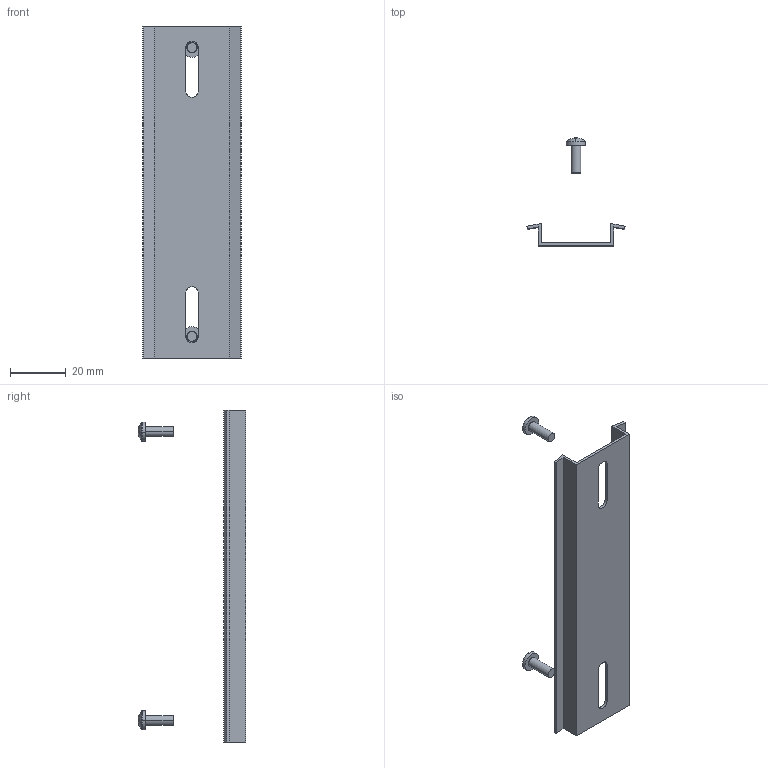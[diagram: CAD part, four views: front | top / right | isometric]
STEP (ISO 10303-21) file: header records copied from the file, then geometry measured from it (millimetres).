
FILE_DESCRIPTION (( 'STEP AP214' ), '1' );
FILE_NAME ('1115876.stp', '2021-01-11T14:09:56', ( '' ), ( '' ), 'SwSTEP 2.0', 'SolidWorks 2020', '' );
FILE_SCHEMA (( 'AUTOMOTIVE_DESIGN' ));
Length unit declared in the file: millimetre
Products named in the file (3): 1115876; 018602_ISO 7049 - 3,5 x 9,5 F-Z; 0084514_1115382-T100
Assembly tree (3 placements, depth 2):
  1115876
    0084514_1115382-T100
    018602_ISO 7049 - 3,5 x 9,5 F-Z  x2
Bounding box: 35.3 x 38.55 x 119 mm (x, y, z)
Volume: 5967.4 mm3; surface area: 12153 mm2
Topology: 3 solids, 3 shells, 108 faces, 264 edges, 160 vertices
Faces by surface type: plane 62, cone 22, cylinder 12, torus 8, sphere 4
Entity records: 2052 total; most frequent: CARTESIAN_POINT 370, DIRECTION 353, ORIENTED_EDGE 320, EDGE_CURVE 160, AXIS2_PLACEMENT_3D 135, VERTEX_POINT 100, VECTOR 83, LINE 83
